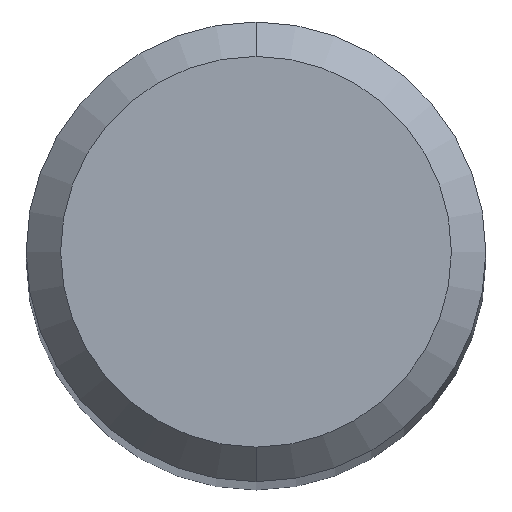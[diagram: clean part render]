
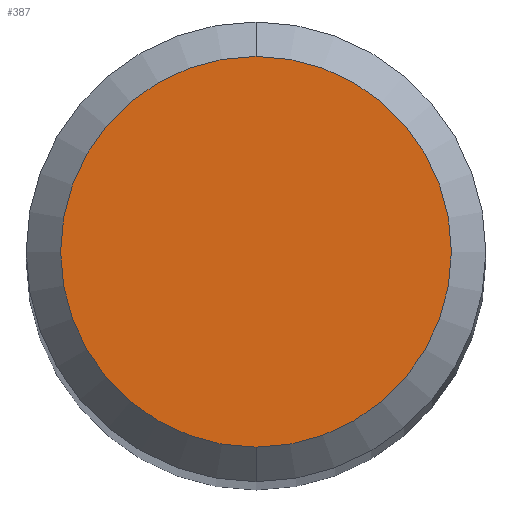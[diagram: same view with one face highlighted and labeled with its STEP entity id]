
A CAD part, top view. The second image highlights one B-rep face of the part: STEP entity #387.
In plain terms, the highlighted planar face has unit normal (0, 0, 1).
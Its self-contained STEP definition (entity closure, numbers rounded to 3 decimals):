
#291=EDGE_CURVE('',#443,#491,#632,.T.);
#319=EDGE_CURVE('',#491,#443,#665,.T.);
#387=ADVANCED_FACE('',(#740),#741,.T.);
#443=VERTEX_POINT('',#803);
#491=VERTEX_POINT('',#855);
#632=CIRCLE('',#1086,1.7);
#665=CIRCLE('',#1135,1.7);
#740=FACE_OUTER_BOUND('',#1359,.T.);
#741=PLANE('',#1360);
#803=CARTESIAN_POINT('',(0.0,1.7,0.0));
#855=CARTESIAN_POINT('',(0.,-1.7,0.0));
#1086=AXIS2_PLACEMENT_3D('',#1669,#1670,#1671);
#1135=AXIS2_PLACEMENT_3D('',#1716,#1717,#1718);
#1359=EDGE_LOOP('',(#1804,#1805));
#1360=AXIS2_PLACEMENT_3D('',#1806,#1807,#1808);
#1669=CARTESIAN_POINT('',(0.0,0.0,0.0));
#1670=DIRECTION('',(0.0,0.0,-1.0));
#1671=DIRECTION('',(0.0,1.0,0.0));
#1716=CARTESIAN_POINT('',(0.0,0.0,0.0));
#1717=DIRECTION('',(0.0,0.0,-1.0));
#1718=DIRECTION('',(0.0,1.0,0.0));
#1804=ORIENTED_EDGE('',*,*,#291,.F.);
#1805=ORIENTED_EDGE('',*,*,#319,.F.);
#1806=CARTESIAN_POINT('',(0.0,0.85,0.0));
#1807=DIRECTION('',(-0.0,0.0,1.0));
#1808=DIRECTION('',(0.0,-1.0,0.0));
